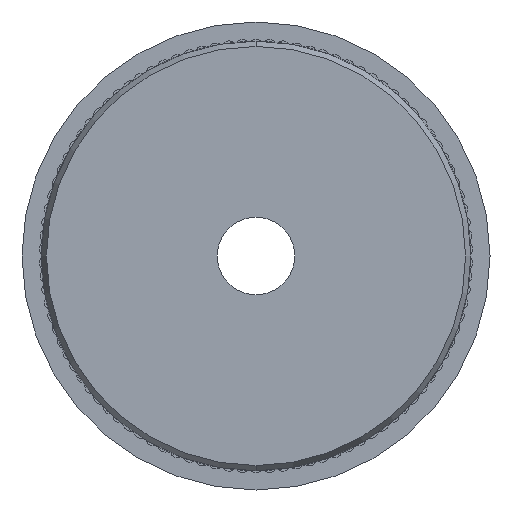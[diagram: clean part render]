
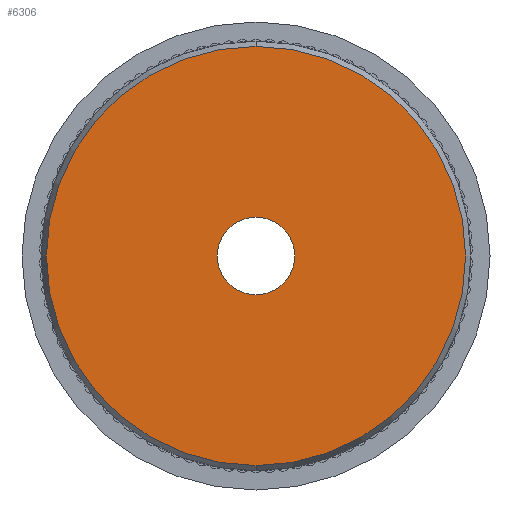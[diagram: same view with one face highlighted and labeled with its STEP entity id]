
A CAD part, front view. The second image highlights one B-rep face of the part: STEP entity #6306.
In plain terms, the highlighted planar face has unit normal (0, -1, 0).
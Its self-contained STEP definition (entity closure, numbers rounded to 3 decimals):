
#36 = EDGE_LOOP ( 'NONE', ( #9407, #12295 ) ) ;
#362 = CARTESIAN_POINT ( 'NONE',  ( 0., -7.215, 4. ) ) ;
#1473 = DIRECTION ( 'NONE',  ( 0., 0., 1. ) ) ;
#1533 = CARTESIAN_POINT ( 'NONE',  ( 0., -7.215, 0. ) ) ;
#1794 = DIRECTION ( 'NONE',  ( 0., 0., 1. ) ) ;
#2219 = DIRECTION ( 'NONE',  ( 0., -1., 0. ) ) ;
#2290 = PLANE ( 'NONE',  #11664 ) ;
#2310 = EDGE_CURVE ( 'NONE', #11111, #15131, #7103, .T. ) ;
#2657 = DIRECTION ( 'NONE',  ( 0., 1., 0. ) ) ;
#2713 = EDGE_CURVE ( 'NONE', #14074, #9269, #8482, .T. ) ;
#3539 = DIRECTION ( 'NONE',  ( 0., 0., -1. ) ) ;
#3894 = DIRECTION ( 'NONE',  ( 0., 1., 0. ) ) ;
#4401 = AXIS2_PLACEMENT_3D ( 'NONE', #15438, #6083, #10747 ) ;
#5304 = CARTESIAN_POINT ( 'NONE',  ( 0., -7.215, 0. ) ) ;
#6083 = DIRECTION ( 'NONE',  ( 0., 1., 0. ) ) ;
#6306 = ADVANCED_FACE ( 'NONE', ( #8246, #10648 ), #2290, .T. ) ;
#7103 = CIRCLE ( 'NONE', #8602, 4. ) ;
#7338 = CARTESIAN_POINT ( 'NONE',  ( 0., -7.215, -21.628 ) ) ;
#8133 = EDGE_CURVE ( 'NONE', #9269, #14074, #11125, .T. ) ;
#8152 = CARTESIAN_POINT ( 'NONE',  ( 0., -7.215, -4. ) ) ;
#8246 = FACE_BOUND ( 'NONE', #9738, .T. ) ;
#8288 = ORIENTED_EDGE ( 'NONE', *, *, #9456, .T. ) ;
#8482 = CIRCLE ( 'NONE', #13458, 21.628 ) ;
#8602 = AXIS2_PLACEMENT_3D ( 'NONE', #14608, #8623, #1794 ) ;
#8623 = DIRECTION ( 'NONE',  ( 0., 1., 0. ) ) ;
#9269 = VERTEX_POINT ( 'NONE', #14842 ) ;
#9407 = ORIENTED_EDGE ( 'NONE', *, *, #8133, .F. ) ;
#9456 = EDGE_CURVE ( 'NONE', #15131, #11111, #12316, .T. ) ;
#9738 = EDGE_LOOP ( 'NONE', ( #10411, #8288 ) ) ;
#10411 = ORIENTED_EDGE ( 'NONE', *, *, #2310, .T. ) ;
#10648 = FACE_OUTER_BOUND ( 'NONE', #36, .T. ) ;
#10747 = DIRECTION ( 'NONE',  ( 0., 0., 1. ) ) ;
#11111 = VERTEX_POINT ( 'NONE', #362 ) ;
#11125 = CIRCLE ( 'NONE', #4401, 21.628 ) ;
#11664 = AXIS2_PLACEMENT_3D ( 'NONE', #12832, #2219, #3539 ) ;
#12295 = ORIENTED_EDGE ( 'NONE', *, *, #2713, .F. ) ;
#12316 = CIRCLE ( 'NONE', #14300, 4. ) ;
#12832 = CARTESIAN_POINT ( 'NONE',  ( -21.628, -7.215, 0. ) ) ;
#13458 = AXIS2_PLACEMENT_3D ( 'NONE', #5304, #2657, #1473 ) ;
#13479 = DIRECTION ( 'NONE',  ( 0., 0., 1. ) ) ;
#14074 = VERTEX_POINT ( 'NONE', #7338 ) ;
#14300 = AXIS2_PLACEMENT_3D ( 'NONE', #1533, #3894, #13479 ) ;
#14608 = CARTESIAN_POINT ( 'NONE',  ( 0., -7.215, 0. ) ) ;
#14842 = CARTESIAN_POINT ( 'NONE',  ( 0., -7.215, 21.628 ) ) ;
#15131 = VERTEX_POINT ( 'NONE', #8152 ) ;
#15438 = CARTESIAN_POINT ( 'NONE',  ( 0., -7.215, 0. ) ) ;
